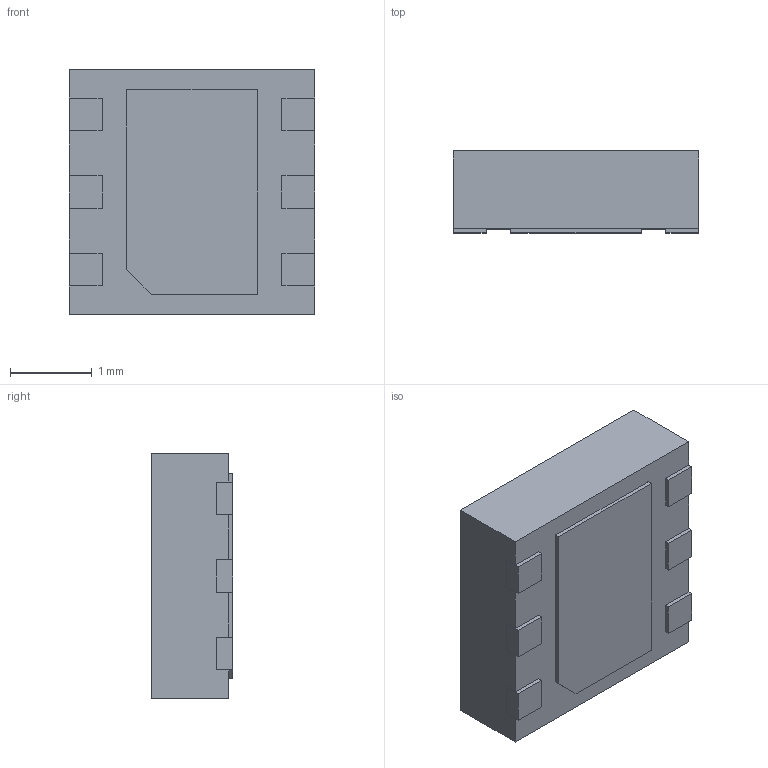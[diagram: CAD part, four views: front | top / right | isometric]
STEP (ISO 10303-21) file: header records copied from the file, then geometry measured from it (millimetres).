
FILE_DESCRIPTION (( 'STEP AP214' ), '1' );
FILE_NAME ('506AH.STEP', '2024-04-19T14:03:01', ( 'LENOVO' ), ( '' ), 'SwSTEP 2.0', 'SolidWorks 2021', '' );
FILE_SCHEMA (( 'AUTOMOTIVE_DESIGN' ));
Length unit declared in the file: millimetre
Products named in the file (1): 506AH
Bounding box: 3 x 1 x 3 mm (x, y, z)
Volume: 8.8 mm3; surface area: 45.1 mm2
Topology: 9 solids, 9 shells, 86 faces, 198 edges, 132 vertices
Faces by surface type: plane 82, cylinder 4
Entity records: 2496 total; most frequent: CARTESIAN_POINT 417, ORIENTED_EDGE 396, DIRECTION 380, EDGE_CURVE 198, VECTOR 190, LINE 190, VERTEX_POINT 132, AXIS2_PLACEMENT_3D 95
